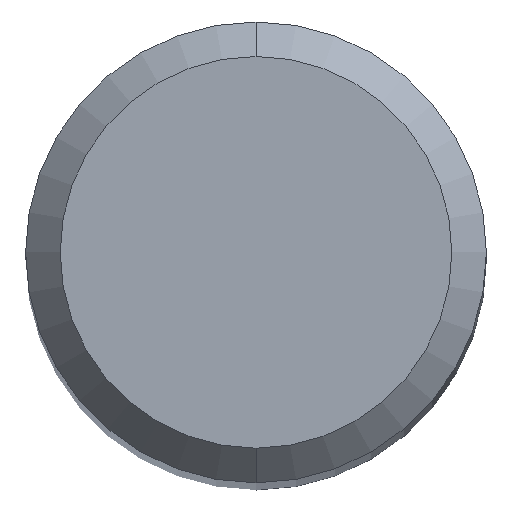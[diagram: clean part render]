
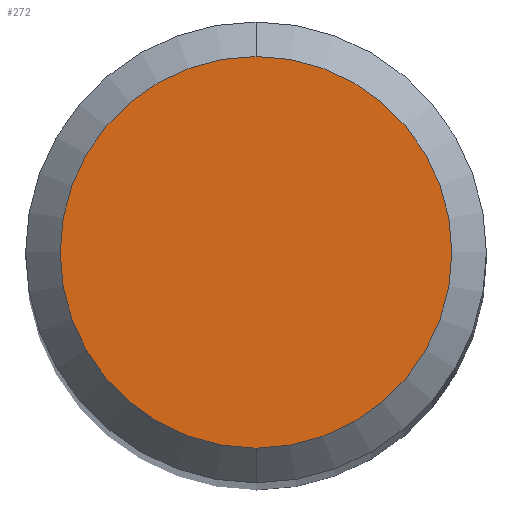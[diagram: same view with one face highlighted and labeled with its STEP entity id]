
A CAD part, top view. The second image highlights one B-rep face of the part: STEP entity #272.
In plain terms, the highlighted planar face has unit normal (0, 0, 1).
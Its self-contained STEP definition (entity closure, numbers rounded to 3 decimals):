
#226=VERTEX_POINT('',#563);
#272=ADVANCED_FACE('',(#613),#614,.T.);
#284=EDGE_CURVE('',#226,#432,#627,.T.);
#348=EDGE_CURVE('',#432,#226,#700,.T.);
#432=VERTEX_POINT('',#796);
#563=CARTESIAN_POINT('',(0.,-1.7,0.0));
#613=FACE_OUTER_BOUND('',#1103,.T.);
#614=PLANE('',#1104);
#627=CIRCLE('',#1124,1.7);
#700=CIRCLE('',#1221,1.7);
#796=CARTESIAN_POINT('',(0.0,1.7,0.0));
#1103=EDGE_LOOP('',(#1630,#1631));
#1104=AXIS2_PLACEMENT_3D('',#1632,#1633,#1634);
#1124=AXIS2_PLACEMENT_3D('',#1651,#1652,#1653);
#1221=AXIS2_PLACEMENT_3D('',#1753,#1754,#1755);
#1630=ORIENTED_EDGE('',*,*,#348,.F.);
#1631=ORIENTED_EDGE('',*,*,#284,.F.);
#1632=CARTESIAN_POINT('',(0.0,0.85,0.0));
#1633=DIRECTION('',(-0.0,0.0,1.0));
#1634=DIRECTION('',(0.0,-1.0,0.0));
#1651=CARTESIAN_POINT('',(0.0,0.0,0.0));
#1652=DIRECTION('',(0.0,0.0,-1.0));
#1653=DIRECTION('',(0.0,1.0,0.0));
#1753=CARTESIAN_POINT('',(0.0,0.0,0.0));
#1754=DIRECTION('',(0.0,0.0,-1.0));
#1755=DIRECTION('',(0.0,1.0,0.0));
